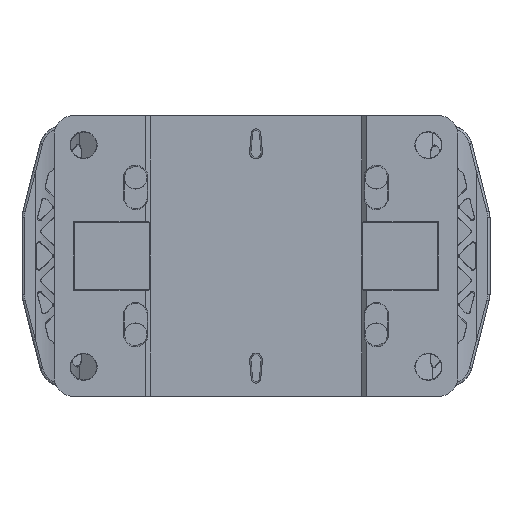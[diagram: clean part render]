
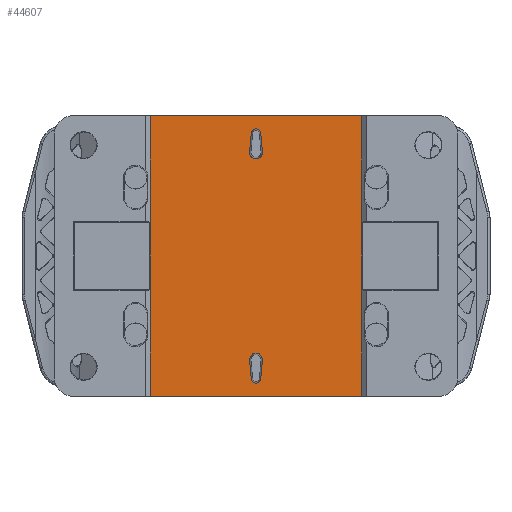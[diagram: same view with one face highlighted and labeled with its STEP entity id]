
A CAD part, front view. The second image highlights one B-rep face of the part: STEP entity #44607.
In plain terms, the highlighted planar face has unit normal (0, -1, 0).
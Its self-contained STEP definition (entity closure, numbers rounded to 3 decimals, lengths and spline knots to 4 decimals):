
#7652=DIRECTION('',(-1.,0.,0.));
#7653=VECTOR('',#7652,1.6929);
#7654=CARTESIAN_POINT('',(-3.6904,0.8724,
1.122));
#7655=LINE('',#7654,#7653);
#7656=DIRECTION('',(1.,0.,0.));
#7657=VECTOR('',#7656,1.6929);
#7658=CARTESIAN_POINT('',(-5.3833,0.8724,
-1.122));
#7659=LINE('',#7658,#7657);
#7660=DIRECTION('',(-0.087,0.,0.996));
#7661=VECTOR('',#7660,0.1491);
#7662=CARTESIAN_POINT('',(-4.5751,0.8724,
-0.981));
#7663=LINE('',#7662,#7661);
#7664=CARTESIAN_POINT('',(-4.5369,0.8724,
-0.9777));
#7665=DIRECTION('',(0.,1.,0.));
#7666=DIRECTION('',(0.996,0.,-0.087));
#7667=AXIS2_PLACEMENT_3D('',#7664,#7665,#7666);
#7669=DIRECTION('',(-0.087,0.,-0.996));
#7670=VECTOR('',#7669,0.1491);
#7671=CARTESIAN_POINT('',(-4.4856,0.8724,
-0.8325));
#7672=LINE('',#7671,#7670);
#7673=CARTESIAN_POINT('',(-4.5369,0.8724,
-0.828));
#7674=DIRECTION('',(0.,1.,0.));
#7675=DIRECTION('',(0.,0.,1.));
#7676=AXIS2_PLACEMENT_3D('',#7673,#7674,#7675);
#7678=CARTESIAN_POINT('',(-4.5369,0.8724,
-0.828));
#7679=DIRECTION('',(0.,1.,0.));
#7680=DIRECTION('',(-0.996,0.,-0.087));
#7681=AXIS2_PLACEMENT_3D('',#7678,#7679,#7680);
#7683=CARTESIAN_POINT('',(-4.4856,0.8724,
0.8323));
#7684=CARTESIAN_POINT('',(-4.4855,0.8724,
0.8306));
#7685=CARTESIAN_POINT('',(-4.4854,0.8724,
0.8272));
#7686=CARTESIAN_POINT('',(-4.4857,0.8724,
0.822));
#7687=CARTESIAN_POINT('',(-4.4866,0.8724,
0.8168));
#7688=CARTESIAN_POINT('',(-4.488,0.8724,
0.8117));
#7689=CARTESIAN_POINT('',(-4.49,0.8724,
0.8067));
#7690=CARTESIAN_POINT('',(-4.4924,0.8724,
0.8019));
#7691=CARTESIAN_POINT('',(-4.4954,0.8724,
0.7974));
#7692=CARTESIAN_POINT('',(-4.4988,0.8724,
0.7933));
#7693=CARTESIAN_POINT('',(-4.5026,0.8724,
0.7895));
#7694=CARTESIAN_POINT('',(-4.5068,0.8724,
0.7862));
#7695=CARTESIAN_POINT('',(-4.5113,0.8724,
0.7833));
#7696=CARTESIAN_POINT('',(-4.5161,0.8724,
0.7809));
#7697=CARTESIAN_POINT('',(-4.521,0.8724,
0.779));
#7698=CARTESIAN_POINT('',(-4.5262,0.8724,
0.7776));
#7699=CARTESIAN_POINT('',(-4.5315,0.8724,
0.7768));
#7700=CARTESIAN_POINT('',(-4.5369,0.8724,
0.7765));
#7701=CARTESIAN_POINT('',(-4.5422,0.8724,
0.7768));
#7702=CARTESIAN_POINT('',(-4.5475,0.8724,
0.7776));
#7703=CARTESIAN_POINT('',(-4.5527,0.8724,
0.779));
#7704=CARTESIAN_POINT('',(-4.5577,0.8724,
0.7809));
#7705=CARTESIAN_POINT('',(-4.5625,0.8724,
0.7833));
#7706=CARTESIAN_POINT('',(-4.567,0.8724,
0.7862));
#7707=CARTESIAN_POINT('',(-4.5711,0.8724,
0.7895));
#7708=CARTESIAN_POINT('',(-4.5749,0.8724,
0.7933));
#7709=CARTESIAN_POINT('',(-4.5783,0.8724,
0.7974));
#7710=CARTESIAN_POINT('',(-4.5813,0.8724,
0.8019));
#7711=CARTESIAN_POINT('',(-4.5838,0.8724,
0.8067));
#7712=CARTESIAN_POINT('',(-4.5857,0.8724,
0.8117));
#7713=CARTESIAN_POINT('',(-4.5871,0.8724,
0.8168));
#7714=CARTESIAN_POINT('',(-4.588,0.8724,
0.822));
#7715=CARTESIAN_POINT('',(-4.5884,0.8724,
0.8272));
#7716=CARTESIAN_POINT('',(-4.5883,0.8724,
0.8306));
#7717=CARTESIAN_POINT('',(-4.5881,0.8724,
0.8323));
#7719=DIRECTION('',(0.087,0.,-0.996));
#7720=VECTOR('',#7719,0.1492);
#7721=CARTESIAN_POINT('',(-4.4986,0.8724,
0.981));
#7722=LINE('',#7721,#7720);
#7723=CARTESIAN_POINT('',(-4.5369,0.8724,
0.9777));
#7724=DIRECTION('',(0.,1.,0.));
#7725=DIRECTION('',(0.,0.,1.));
#7726=AXIS2_PLACEMENT_3D('',#7723,#7724,#7725);
#7728=CARTESIAN_POINT('',(-4.5369,0.8724,
0.9777));
#7729=DIRECTION('',(0.,1.,0.));
#7730=DIRECTION('',(-0.996,0.,0.087));
#7731=AXIS2_PLACEMENT_3D('',#7728,#7729,#7730);
#7733=DIRECTION('',(0.087,0.,0.996));
#7734=VECTOR('',#7733,0.1492);
#7735=CARTESIAN_POINT('',(-4.5881,0.8724,
0.8324));
#7736=LINE('',#7735,#7734);
#7759=DIRECTION('',(0.,0.,1.));
#7760=VECTOR('',#7759,0.8469);
#7761=CARTESIAN_POINT('',(-5.3836,0.8722,
0.2751));
#7762=LINE('',#7761,#7760);
#7909=DIRECTION('',(0.,0.,1.));
#7910=VECTOR('',#7909,0.5502);
#7911=CARTESIAN_POINT('',(-5.3836,0.8722,
-0.2751));
#7912=LINE('',#7911,#7910);
#7953=DIRECTION('',(0.,0.,1.));
#7954=VECTOR('',#7953,0.8469);
#7955=CARTESIAN_POINT('',(-5.3833,0.8724,
-1.122));
#7956=LINE('',#7955,#7954);
#8073=DIRECTION('',(0.,0.,-1.));
#8074=VECTOR('',#8073,0.8469);
#8075=CARTESIAN_POINT('',(-3.6901,0.8722,
-0.2751));
#8076=LINE('',#8075,#8074);
#8161=DIRECTION('',(0.,0.,-1.));
#8162=VECTOR('',#8161,0.5502);
#8163=CARTESIAN_POINT('',(-3.6901,0.8722,
0.2751));
#8164=LINE('',#8163,#8162);
#8212=DIRECTION('',(0.,0.,-1.));
#8213=VECTOR('',#8212,0.8469);
#8214=CARTESIAN_POINT('',(-3.6904,0.8724,
1.122));
#8215=LINE('',#8214,#8213);
#33213=CARTESIAN_POINT('',(-4.5751,0.8724,
-0.981));
#33214=CARTESIAN_POINT('',(-4.5881,0.8724,
-0.8325));
#33215=VERTEX_POINT('',#33213);
#33216=VERTEX_POINT('',#33214);
#33217=CARTESIAN_POINT('',(-4.5369,0.8724,
-0.7766));
#33218=CARTESIAN_POINT('',(-4.4856,0.8724,
-0.8325));
#33219=VERTEX_POINT('',#33217);
#33220=VERTEX_POINT('',#33218);
#33221=CARTESIAN_POINT('',(-4.4986,0.8724,
-0.981));
#33222=VERTEX_POINT('',#33221);
#33223=CARTESIAN_POINT('',(-5.3836,0.8722,
0.2751));
#33224=CARTESIAN_POINT('',(-5.3833,0.8724,
1.122));
#33225=VERTEX_POINT('',#33223);
#33226=VERTEX_POINT('',#33224);
#33227=CARTESIAN_POINT('',(-5.3836,0.8722,
-0.2751));
#33228=VERTEX_POINT('',#33227);
#33229=CARTESIAN_POINT('',(-5.3833,0.8724,
-1.122));
#33230=VERTEX_POINT('',#33229);
#33231=CARTESIAN_POINT('',(-3.6904,0.8724,
-1.122));
#33232=VERTEX_POINT('',#33231);
#33233=CARTESIAN_POINT('',(-3.6901,0.8722,
-0.2751));
#33234=VERTEX_POINT('',#33233);
#33235=CARTESIAN_POINT('',(-3.6901,0.8722,
0.2751));
#33236=VERTEX_POINT('',#33235);
#33237=CARTESIAN_POINT('',(-3.6904,0.8724,
1.122));
#33238=VERTEX_POINT('',#33237);
#33239=VERTEX_POINT('',#7683);
#33240=VERTEX_POINT('',#7717);
#33241=CARTESIAN_POINT('',(-4.5751,0.8724,
0.981));
#33242=VERTEX_POINT('',#33241);
#33243=CARTESIAN_POINT('',(-4.5369,0.8724,
1.0161));
#33244=VERTEX_POINT('',#33243);
#33245=CARTESIAN_POINT('',(-4.4986,0.8724,
0.981));
#33246=VERTEX_POINT('',#33245);
#44561=CARTESIAN_POINT('',(-5.3833,0.8724,
-1.5354));
#44562=DIRECTION('',(0.,-1.,0.));
#44563=DIRECTION('',(0.,0.,-1.));
#44564=AXIS2_PLACEMENT_3D('',#44561,#44562,#44563);
#44565=PLANE('',#44564);
#44567=ORIENTED_EDGE('',*,*,#44566,.T.);
#44568=ORIENTED_EDGE('',*,*,#44531,.F.);
#44570=ORIENTED_EDGE('',*,*,#44569,.T.);
#44572=ORIENTED_EDGE('',*,*,#44571,.T.);
#44574=ORIENTED_EDGE('',*,*,#44573,.T.);
#44576=ORIENTED_EDGE('',*,*,#44575,.F.);
#44578=ORIENTED_EDGE('',*,*,#44577,.T.);
#44580=ORIENTED_EDGE('',*,*,#44579,.T.);
#44581=EDGE_LOOP('',(#44567,#44568,#44570,#44572,#44574,#44576,#44578,#44580));
#44582=FACE_OUTER_BOUND('',#44581,.F.);
#44584=ORIENTED_EDGE('',*,*,#44583,.F.);
#44586=ORIENTED_EDGE('',*,*,#44585,.F.);
#44588=ORIENTED_EDGE('',*,*,#44587,.F.);
#44590=ORIENTED_EDGE('',*,*,#44589,.F.);
#44592=ORIENTED_EDGE('',*,*,#44591,.F.);
#44593=EDGE_LOOP('',(#44584,#44586,#44588,#44590,#44592));
#44594=FACE_BOUND('',#44593,.F.);
#44596=ORIENTED_EDGE('',*,*,#44595,.F.);
#44598=ORIENTED_EDGE('',*,*,#44597,.F.);
#44600=ORIENTED_EDGE('',*,*,#44599,.F.);
#44602=ORIENTED_EDGE('',*,*,#44601,.F.);
#44604=ORIENTED_EDGE('',*,*,#44603,.F.);
#44605=EDGE_LOOP('',(#44596,#44598,#44600,#44602,#44604));
#44606=FACE_BOUND('',#44605,.F.);
#44607=ADVANCED_FACE('',(#44582,#44594,#44606),#44565,.T.);
#7668=CIRCLE('',#7667,0.0384);
#7677=CIRCLE('',#7676,0.0514);
#7682=CIRCLE('',#7681,0.0514);
#7718=B_SPLINE_CURVE_WITH_KNOTS('',3,(#7683,#7684,#7685,#7686,#7687,#7688,#7689,
#7690,#7691,#7692,#7693,#7694,#7695,#7696,#7697,#7698,#7699,#7700,#7701,#7702,
#7703,#7704,#7705,#7706,#7707,#7708,#7709,#7710,#7711,#7712,#7713,#7714,#7715,
#7716,#7717),.UNSPECIFIED.,.F.,.F.,(4,1,1,1,1,1,1,1,1,1,1,1,1,1,1,1,1,1,1,1,1,1,
1,1,1,1,1,1,1,1,1,1,4),(0.,0.0313,0.0625,0.0938,0.125,0.1563,
0.1875,0.2188,0.25,0.2813,0.3125,0.3438,0.375,0.4063,
0.4375,0.4688,0.5,0.5313,0.5625,0.5938,0.625,0.6563,
0.6875,0.7188,0.75,0.7813,0.8125,0.8438,0.875,0.9063,
0.9375,0.9688,1.),.UNSPECIFIED.);
#7727=CIRCLE('',#7726,0.0384);
#7732=CIRCLE('',#7731,0.0384);
#44531=EDGE_CURVE('',#33238,#33226,#7655,.T.);
#44566=EDGE_CURVE('',#33225,#33226,#7762,.T.);
#44569=EDGE_CURVE('',#33238,#33236,#8215,.T.);
#44571=EDGE_CURVE('',#33236,#33234,#8164,.T.);
#44573=EDGE_CURVE('',#33234,#33232,#8076,.T.);
#44575=EDGE_CURVE('',#33230,#33232,#7659,.T.);
#44577=EDGE_CURVE('',#33230,#33228,#7956,.T.);
#44579=EDGE_CURVE('',#33228,#33225,#7912,.T.);
#44583=EDGE_CURVE('',#33215,#33216,#7663,.T.);
#44585=EDGE_CURVE('',#33222,#33215,#7668,.T.);
#44587=EDGE_CURVE('',#33220,#33222,#7672,.T.);
#44589=EDGE_CURVE('',#33219,#33220,#7677,.T.);
#44591=EDGE_CURVE('',#33216,#33219,#7682,.T.);
#44595=EDGE_CURVE('',#33239,#33240,#7718,.T.);
#44597=EDGE_CURVE('',#33246,#33239,#7722,.T.);
#44599=EDGE_CURVE('',#33244,#33246,#7727,.T.);
#44601=EDGE_CURVE('',#33242,#33244,#7732,.T.);
#44603=EDGE_CURVE('',#33240,#33242,#7736,.T.);
